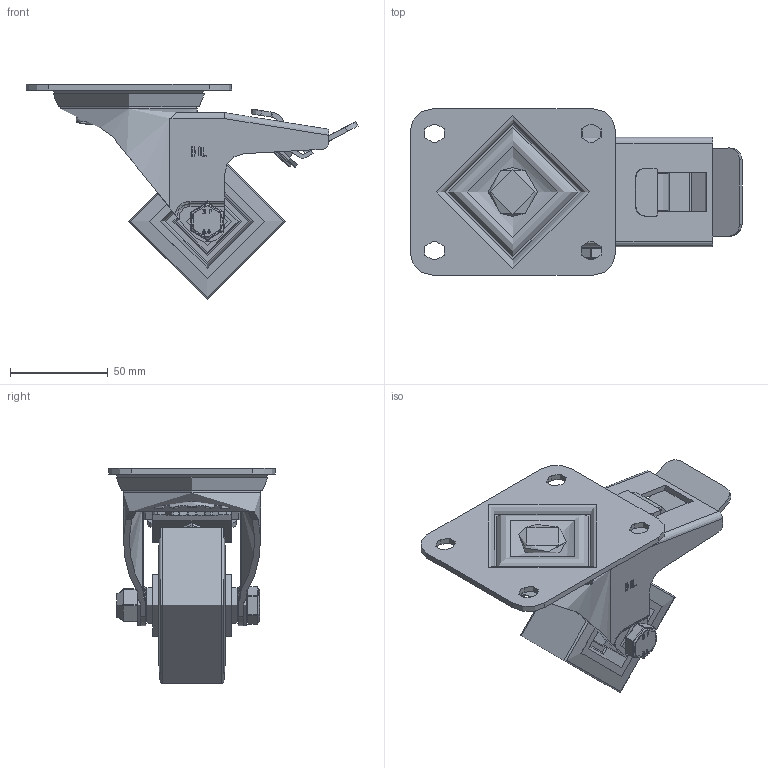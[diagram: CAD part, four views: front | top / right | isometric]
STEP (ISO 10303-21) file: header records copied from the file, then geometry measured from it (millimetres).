
FILE_DESCRIPTION(/* description */ ('','CAx-IF Rec.Pracs.---Representation and Presentation of Product Manufacturing Information (PMI)---4.0---2014-10-13'),/* implementation_level */ '2;1');
FILE_NAME(/* name */ 'BLKH80SRNBSWB.step',/* time_stamp */ '2025-03-10T12:57:36Z',/* author */ (''),/* organization */ (''),/* preprocessor_version */ 'ST-DEVELOPER v20',/* originating_system */ 'Autodesk Translation Framework v13.20.0.188',/* authorisation */ '');
FILE_SCHEMA (('AP242_MANAGED_MODEL_BASED_3D_ENGINEERING_MIM_LF { 1 0 10303 442 1 1 4 }'));
Length unit declared in the file: millimetre
Products named in the file (33): BLKH80SRNBSWB; BLKH80ASSWB v1; BLACK PAINTED PRESSED STEEL TOP PLATE; BLACK PAINTED PRESSED STEEL FORKS; BLACK PAINTED PRESSED STEEL FORKS Geometry; BEARING SEAL; BLACK PAINTED BRAKE PEDAL; BRAKE BOLT; BRAKE BOLT Geometry; BRAKE PAD; BZMH80WSRNRB v1; 65 SHORE A ELASTIC RUBBER TYRE; NYLON RIM; NYLON RIM Geometry; CAP; ROLLER BEARING; Component5; Pattern; Component6; TUBEM12X46X10 v1; ZINC PLATED AXLE TUBE; WP12X18X2.5BLK v1; FLAT NYLON WASHER; WP12X18X2.5BLK v1 (1); FLAT NYLON WASHER (1); BOLTM10X65BLK v2; GRADE 8.8 BLACK PAINTED BOLT; NM10STOVERNUT v1; STOVER LOCKING NUT; WM10X21X1BLK v1; BLACK ZINC WASHER; WM10X21X1BLK v1 (1); BLACK ZINC WASHER (1)
Assembly tree (39 placements, depth 5):
  BLKH80SRNBSWB
    BLKH80ASSWB v1
      BLACK PAINTED PRESSED STEEL TOP PLATE
      BLACK PAINTED PRESSED STEEL FORKS
        BLACK PAINTED PRESSED STEEL FORKS Geometry
        BEARING SEAL
      BLACK PAINTED BRAKE PEDAL
      BRAKE BOLT
        BRAKE BOLT Geometry
        BRAKE PAD
    BZMH80WSRNRB v1
      65 SHORE A ELASTIC RUBBER TYRE
      NYLON RIM
        NYLON RIM Geometry
        CAP
      ROLLER BEARING
        Component5
        Pattern
          Component6  x8
    TUBEM12X46X10 v1
      ZINC PLATED AXLE TUBE
    WP12X18X2.5BLK v1
      FLAT NYLON WASHER
    WP12X18X2.5BLK v1 (1)
      FLAT NYLON WASHER (1)
    BOLTM10X65BLK v2
      GRADE 8.8 BLACK PAINTED BOLT
    NM10STOVERNUT v1
      STOVER LOCKING NUT
    WM10X21X1BLK v1
      BLACK ZINC WASHER
    WM10X21X1BLK v1 (1)
      BLACK ZINC WASHER (1)
Bounding box: 169.5 x 85 x 110 mm (x, y, z)
Volume: 257826.8 mm3; surface area: 129238.5 mm2
Topology: 25 solids, 25 shells, 693 faces, 1765 edges, 1129 vertices
Faces by surface type: plane 352, cylinder 216, bspline 51, torus 45, cone 17, sphere 12
Full cylindrical faces by diameter (mm): 3.75 x8, 8 x2, 8.141 x13, 9.85 x15, 10 x3, 10.5 x4, 11.95 x1, 12.4 x2, 12.5 x2, 12.6 x1, 15 x1, 15.5 x1, 18 x2, 20 x1, 20.5 x1, 21 x2, 22 x3, 24.6 x1, 24.8 x1, 25 x1, 47.5 x1, 53.5 x1, 58.5 x2, 64 x1, 70 x1, 80 x1
Entity records: 32369 total; most frequent: CARTESIAN_POINT 15011, ORIENTED_EDGE 3480, DIRECTION 3460, EDGE_CURVE 1740, AXIS2_PLACEMENT_3D 1255, VERTEX_POINT 1115, LINE 950, VECTOR 950
